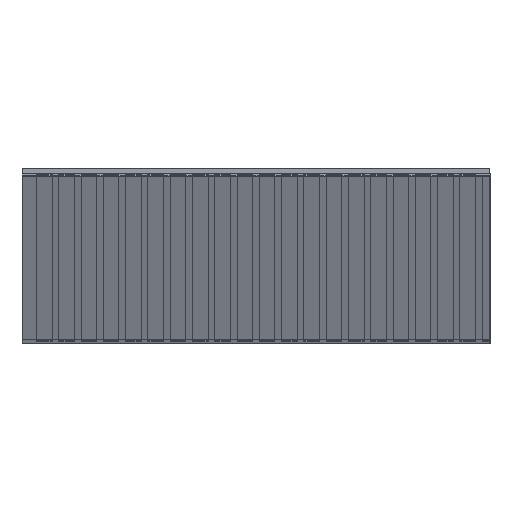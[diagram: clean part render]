
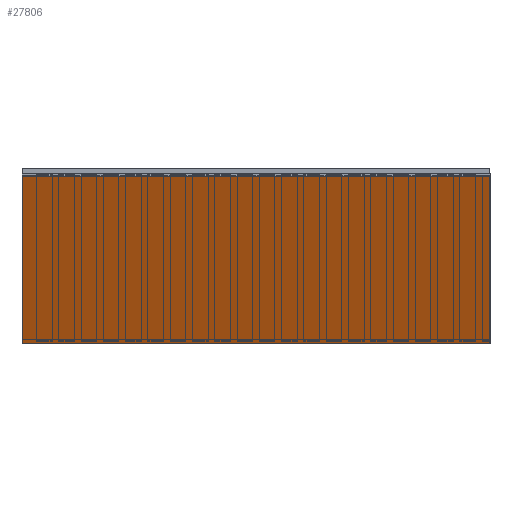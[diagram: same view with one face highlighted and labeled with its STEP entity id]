
A CAD part, left-side view. The second image highlights one B-rep face of the part: STEP entity #27806.
In plain terms, the highlighted planar face has unit normal (-0.909, 0, -0.416).
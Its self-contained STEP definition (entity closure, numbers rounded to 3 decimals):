
#883=ORIENTED_EDGE('',*,*,#6606,.F.);
#884=ORIENTED_EDGE('',*,*,#6868,.F.);
#885=ORIENTED_EDGE('',*,*,#6562,.T.);
#886=ORIENTED_EDGE('',*,*,#6869,.T.);
#6562=EDGE_CURVE('',#9616,#9615,#11656,.T.);
#6606=EDGE_CURVE('',#9658,#9659,#11700,.T.);
#6868=EDGE_CURVE('',#9616,#9658,#11962,.T.);
#6869=EDGE_CURVE('',#9615,#9659,#11963,.T.);
#9615=VERTEX_POINT('',#35419);
#9616=VERTEX_POINT('',#35421);
#9658=VERTEX_POINT('',#35507);
#9659=VERTEX_POINT('',#35509);
#11656=LINE('',#35420,#14730);
#11700=LINE('',#35508,#14774);
#11962=LINE('',#35990,#15036);
#11963=LINE('',#35992,#15037);
#14730=VECTOR('',#30105,1000.);
#14774=VECTOR('',#30151,1000.);
#15036=VECTOR('',#30513,1000.);
#15037=VECTOR('',#30516,1000.);
#17632=EDGE_LOOP('',(#883,#884,#885,#886));
#18650=FACE_BOUND('',#17632,.T.);
#19667=PLANE('',#28830);
#27806=ADVANCED_FACE('',(#18650),#19667,.T.);
#28830=AXIS2_PLACEMENT_3D('',#35991,#30514,#30515);
#30105=DIRECTION('',(0.416,0.,-0.909));
#30151=DIRECTION('',(0.416,0.,-0.909));
#30513=DIRECTION('',(0.,-1.,0.));
#30514=DIRECTION('',(-0.909,0.,-0.416));
#30515=DIRECTION('',(-0.416,0.,0.909));
#30516=DIRECTION('',(0.,-1.,0.));
#35419=CARTESIAN_POINT('',(38.34,21.,-7.58));
#35420=CARTESIAN_POINT('',(38.34,21.,-7.58));
#35421=CARTESIAN_POINT('',(34.902,21.,-0.075));
#35507=CARTESIAN_POINT('',(34.902,0.,-0.075));
#35508=CARTESIAN_POINT('',(38.34,0.,-7.58));
#35509=CARTESIAN_POINT('',(38.34,0.,-7.58));
#35990=CARTESIAN_POINT('',(34.902,21.,-0.075));
#35991=CARTESIAN_POINT('',(38.34,21.,-7.58));
#35992=CARTESIAN_POINT('',(38.34,21.,-7.58));
